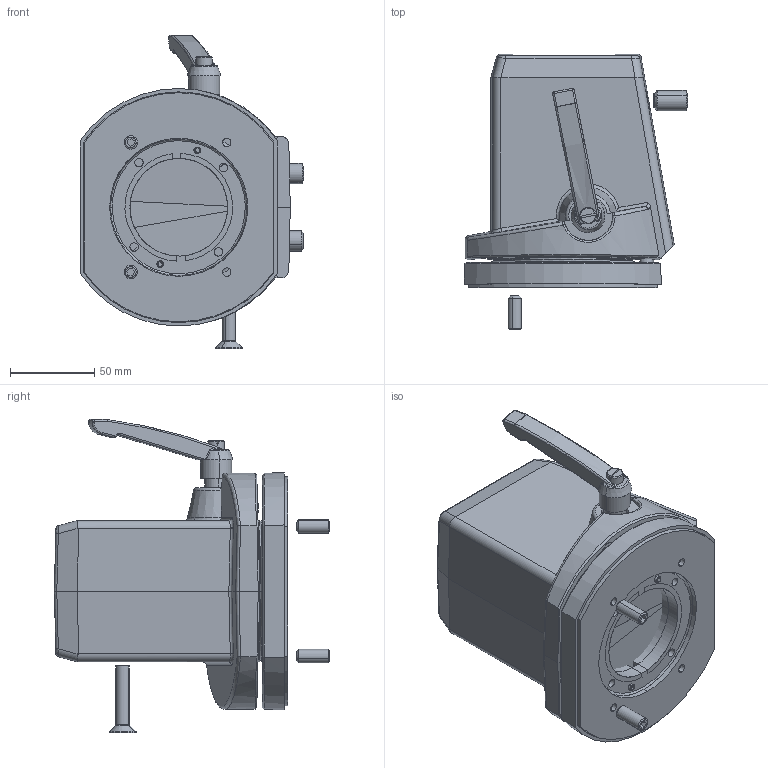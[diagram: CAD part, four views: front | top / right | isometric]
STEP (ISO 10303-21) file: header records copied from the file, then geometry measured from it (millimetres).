
FILE_DESCRIPTION (( 'STEP AP214' ), '1' );
FILE_NAME ('49617700.STEP', '2012-08-14T11:59:42', ( ' ' ), ( '' ), 'SwSTEP 2.0', 'SolidWorks 2011', '' );
FILE_SCHEMA (( 'AUTOMOTIVE_DESIGN' ));
Length unit declared in the file: millimetre
Products named in the file (19): 93220; 83003; 93501; 12535; 94553; 82115; 84078; 94643; 94638; 94619_Einbau; 82172_Aufbau konfigur.; 84077; 12666_mit Bearbeitung; 12664_Kupplung mit bearbeitung; 49617700; 82126; 93065; 93204; 93290
Assembly tree (21 placements, depth 2):
  49617700
    12664_Kupplung mit bearbeitung
    94553
    93204  x2
    84078
    94643
    83003
    93501
    93065  x2
    94619_Einbau
    82115
    93220  x2
    93290
    94638
    84077
    12666_mit Bearbeitung
    82126
    12535
    82172_Aufbau konfigur.
Bounding box: 132.71 x 163.5 x 185.84 mm (x, y, z)
Volume: 273312.4 mm3; surface area: 231184.2 mm2
Topology: 20 solids, 21 shells, 1491 faces, 3794 edges, 2416 vertices
Faces by surface type: plane 521, bspline 483, cylinder 279, cone 140, torus 55, sphere 13
Full cylindrical faces by diameter (mm): 83.8 x1
Entity records: 73149 total; most frequent: CARTESIAN_POINT 40674, ORIENTED_EDGE 7316, DIRECTION 4945, EDGE_CURVE 3658, VERTEX_POINT 2349, AXIS2_PLACEMENT_3D 1733, EDGE_LOOP 1619, VECTOR 1479
